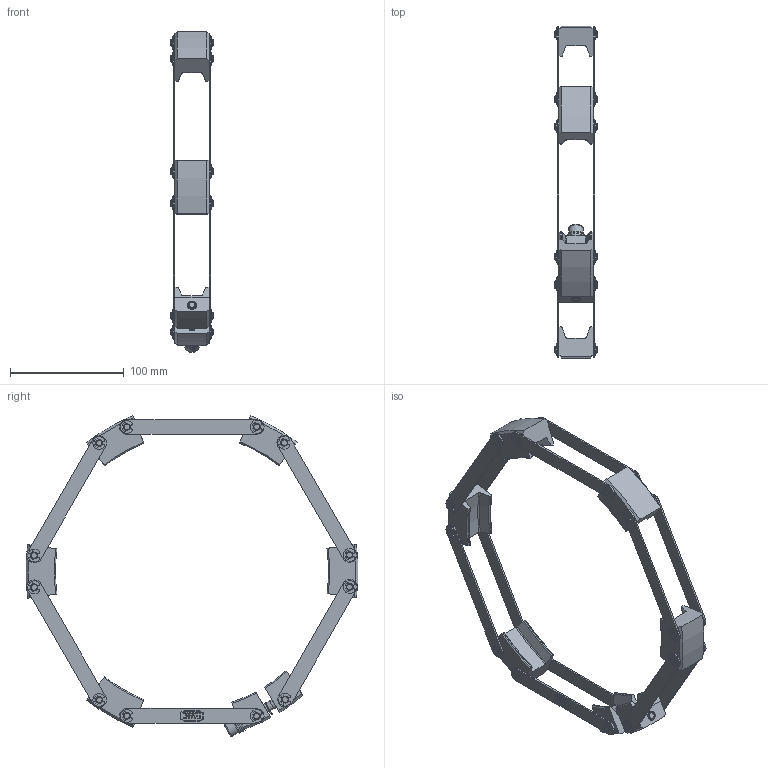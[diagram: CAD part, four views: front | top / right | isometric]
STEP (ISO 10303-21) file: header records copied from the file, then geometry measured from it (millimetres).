
FILE_DESCRIPTION(/* description */ (''),/* implementation_level */ '2;1');
FILE_NAME(/* name */ '30.200003.211.320',/* time_stamp */ '2018-07-19T10:07:42+02:00',/* author */ ('Murat Coskun Bicak'),/* organization */ ('Evac AG'),/* preprocessor_version */ 'ST-DEVELOPER v16.7',/* originating_system */ 'DEX',/* authorisation */ $);
FILE_SCHEMA (('AUTOMOTIVE_DESIGN {1 0 10303 214 3 1 1}'));
Length unit declared in the file: millimetre
Products named in the file (19): 30.200003.211.320; 03.251.000-IX; 03.040.114-IX; 03.252.000-IX; 03.253.000-IX; 03.050.006-IX; 03.061.003-IX; 00.1205.00-IX; 00.5608.20-IX; 00.1008.02-IXMY; 00.1108.00-IX; 03.070.006-IXMY; 00.1408.00-IX; Gravierung; Gravierung_2; Gravierung_3; Gravierung_4; Gravierung_5
Assembly tree (71 placements, depth 3):
  30.200003.211.320
    03.251.000-IX  x5
    03.040.114-IX  x12
    03.252.000-IX
    03.253.000-IX
    03.050.006-IX  x10
    03.061.003-IX  x4
    00.1205.00-IX  x24
    00.5608.20-IX
    00.1008.02-IXMY  x3
    00.1108.00-IX
    03.070.006-IXMY
    00.1408.00-IX
    Gravierung  x2
      Gravierung
      Gravierung_2
      Gravierung_3
      Gravierung_4
      Gravierung_5
Bounding box: 37.1 x 291.44 x 281.73 mm (x, y, z)
Volume: 186328.6 mm3; surface area: 108611.2 mm2
Topology: 74 solids, 74 shells, 1907 faces, 4810 edges, 3099 vertices
Faces by surface type: plane 1074, cylinder 730, cone 74, torus 29
Full cylindrical faces by diameter (mm): 5 x24, 6 x65, 6.1 x10, 7 x1, 8 x5, 8.1 x1, 8.4 x4, 8.6 x1, 13 x1, 15 x4
Entity records: 14170 total; most frequent: DIRECTION 2490, CARTESIAN_POINT 2473, ORIENTED_EDGE 2156, EDGE_CURVE 1078, AXIS2_PLACEMENT_3D 931, VERTEX_POINT 716, LINE 628, VECTOR 628
